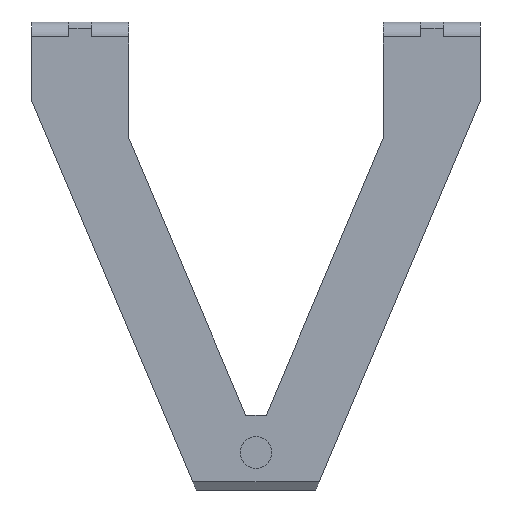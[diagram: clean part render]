
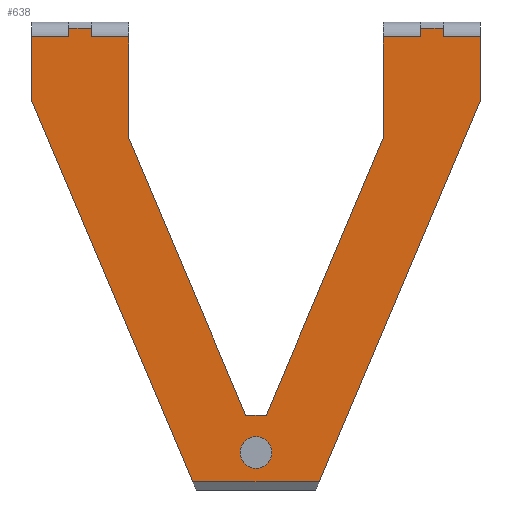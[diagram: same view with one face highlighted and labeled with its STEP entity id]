
A CAD part, top view. The second image highlights one B-rep face of the part: STEP entity #638.
In plain terms, the highlighted planar face has unit normal (0, 0, 1).
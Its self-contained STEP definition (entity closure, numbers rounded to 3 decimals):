
#22=FACE_BOUND('',#78,.T.);
#41=FACE_OUTER_BOUND('',#77,.T.);
#77=EDGE_LOOP('',(#485,#486,#487,#488,#489,#490,#491,#492,#493,#494,#495,
#496,#497,#498,#499,#500,#501,#502,#503,#504));
#78=EDGE_LOOP('',(#505,#506));
#98=LINE('',#917,#169);
#102=LINE('',#927,#173);
#108=LINE('',#940,#179);
#109=LINE('',#948,#180);
#114=LINE('',#960,#185);
#117=LINE('',#968,#188);
#118=LINE('',#969,#189);
#122=LINE('',#980,#193);
#128=LINE('',#990,#199);
#132=LINE('',#1008,#203);
#133=LINE('',#1010,#204);
#134=LINE('',#1012,#205);
#135=LINE('',#1014,#206);
#136=LINE('',#1016,#207);
#137=LINE('',#1018,#208);
#138=LINE('',#1020,#209);
#139=LINE('',#1022,#210);
#140=LINE('',#1024,#211);
#141=LINE('',#1026,#212);
#142=LINE('',#1027,#213);
#169=VECTOR('',#736,10.);
#173=VECTOR('',#746,10.);
#179=VECTOR('',#758,10.);
#180=VECTOR('',#767,10.);
#185=VECTOR('',#776,10.);
#188=VECTOR('',#783,10.);
#189=VECTOR('',#784,10.);
#193=VECTOR('',#794,10.);
#199=VECTOR('',#802,10.);
#203=VECTOR('',#824,10.);
#204=VECTOR('',#825,10.);
#205=VECTOR('',#826,10.);
#206=VECTOR('',#827,10.);
#207=VECTOR('',#828,10.);
#208=VECTOR('',#829,10.);
#209=VECTOR('',#830,10.);
#210=VECTOR('',#831,10.);
#211=VECTOR('',#832,10.);
#212=VECTOR('',#833,10.);
#213=VECTOR('',#834,10.);
#250=CIRCLE('',#702,4.25);
#251=CIRCLE('',#703,4.25);
#260=VERTEX_POINT('',#913);
#262=VERTEX_POINT('',#916);
#265=VERTEX_POINT('',#926);
#269=VERTEX_POINT('',#938);
#271=VERTEX_POINT('',#945);
#272=VERTEX_POINT('',#947);
#277=VERTEX_POINT('',#959);
#280=VERTEX_POINT('',#966);
#283=VERTEX_POINT('',#977);
#284=VERTEX_POINT('',#979);
#290=VERTEX_POINT('',#1001);
#291=VERTEX_POINT('',#1002);
#292=VERTEX_POINT('',#1007);
#293=VERTEX_POINT('',#1009);
#294=VERTEX_POINT('',#1011);
#295=VERTEX_POINT('',#1013);
#296=VERTEX_POINT('',#1015);
#297=VERTEX_POINT('',#1017);
#298=VERTEX_POINT('',#1019);
#299=VERTEX_POINT('',#1021);
#300=VERTEX_POINT('',#1023);
#301=VERTEX_POINT('',#1025);
#321=EDGE_CURVE('',#260,#262,#98,.T.);
#326=EDGE_CURVE('',#262,#265,#102,.T.);
#333=EDGE_CURVE('',#265,#269,#108,.T.);
#336=EDGE_CURVE('',#271,#272,#109,.T.);
#342=EDGE_CURVE('',#272,#277,#114,.T.);
#346=EDGE_CURVE('',#280,#260,#117,.T.);
#347=EDGE_CURVE('',#269,#271,#118,.T.);
#352=EDGE_CURVE('',#283,#284,#122,.T.);
#358=EDGE_CURVE('',#280,#284,#128,.T.);
#363=EDGE_CURVE('',#290,#291,#250,.T.);
#364=EDGE_CURVE('',#291,#290,#251,.T.);
#366=EDGE_CURVE('',#283,#292,#132,.T.);
#367=EDGE_CURVE('',#292,#293,#133,.T.);
#368=EDGE_CURVE('',#294,#293,#134,.T.);
#369=EDGE_CURVE('',#294,#295,#135,.T.);
#370=EDGE_CURVE('',#295,#296,#136,.T.);
#371=EDGE_CURVE('',#296,#297,#137,.T.);
#372=EDGE_CURVE('',#297,#298,#138,.T.);
#373=EDGE_CURVE('',#298,#299,#139,.T.);
#374=EDGE_CURVE('',#299,#300,#140,.T.);
#375=EDGE_CURVE('',#300,#301,#141,.T.);
#376=EDGE_CURVE('',#301,#277,#142,.T.);
#485=ORIENTED_EDGE('',*,*,#366,.T.);
#486=ORIENTED_EDGE('',*,*,#367,.T.);
#487=ORIENTED_EDGE('',*,*,#368,.F.);
#488=ORIENTED_EDGE('',*,*,#369,.T.);
#489=ORIENTED_EDGE('',*,*,#370,.T.);
#490=ORIENTED_EDGE('',*,*,#371,.T.);
#491=ORIENTED_EDGE('',*,*,#372,.T.);
#492=ORIENTED_EDGE('',*,*,#373,.T.);
#493=ORIENTED_EDGE('',*,*,#374,.T.);
#494=ORIENTED_EDGE('',*,*,#375,.T.);
#495=ORIENTED_EDGE('',*,*,#376,.T.);
#496=ORIENTED_EDGE('',*,*,#342,.F.);
#497=ORIENTED_EDGE('',*,*,#336,.F.);
#498=ORIENTED_EDGE('',*,*,#347,.F.);
#499=ORIENTED_EDGE('',*,*,#333,.F.);
#500=ORIENTED_EDGE('',*,*,#326,.F.);
#501=ORIENTED_EDGE('',*,*,#321,.F.);
#502=ORIENTED_EDGE('',*,*,#346,.F.);
#503=ORIENTED_EDGE('',*,*,#358,.T.);
#504=ORIENTED_EDGE('',*,*,#352,.F.);
#505=ORIENTED_EDGE('',*,*,#363,.T.);
#506=ORIENTED_EDGE('',*,*,#364,.T.);
#606=PLANE('',#704);
#638=ADVANCED_FACE('',(#41,#22),#606,.T.);
#702=AXIS2_PLACEMENT_3D('',#1003,#817,#818);
#703=AXIS2_PLACEMENT_3D('',#1004,#819,#820);
#704=AXIS2_PLACEMENT_3D('',#1006,#822,#823);
#736=DIRECTION('',(0.,1.,0.));
#746=DIRECTION('',(1.,0.,0.));
#758=DIRECTION('',(0.,-1.,0.));
#767=DIRECTION('',(0.,-1.,0.));
#776=DIRECTION('',(0.389,-0.921,0.));
#783=DIRECTION('',(1.,0.,0.));
#784=DIRECTION('',(1.,0.,0.));
#794=DIRECTION('',(-0.389,0.921,0.));
#802=DIRECTION('',(0.,-1.,0.));
#817=DIRECTION('center_axis',(0.,0.,
-1.));
#818=DIRECTION('ref_axis',(1.,0.,0.));
#819=DIRECTION('center_axis',(0.,0.,
-1.));
#820=DIRECTION('ref_axis',(1.,0.,0.));
#822=DIRECTION('center_axis',(0.,0.,
1.));
#823=DIRECTION('ref_axis',(0.,1.,0.));
#824=DIRECTION('',(1.,0.,0.));
#825=DIRECTION('',(0.389,0.921,0.));
#826=DIRECTION('',(0.,-1.,0.));
#827=DIRECTION('',(-1.,0.,0.));
#828=DIRECTION('',(0.,1.,0.));
#829=DIRECTION('',(-1.,0.,0.));
#830=DIRECTION('',(0.,-1.,0.));
#831=DIRECTION('',(-1.,0.,0.));
#832=DIRECTION('',(0.,-1.,0.));
#833=DIRECTION('',(-0.389,-0.921,0.));
#834=DIRECTION('',(-1.,0.,0.));
#913=CARTESIAN_POINT('',(-50.,57.423,-72.1));
#916=CARTESIAN_POINT('',(-50.,59.732,-72.1));
#917=CARTESIAN_POINT('',(-50.,-8.157,-72.1));
#926=CARTESIAN_POINT('',(-44.063,59.732,-72.1));
#927=CARTESIAN_POINT('',(-30.,59.732,-72.1));
#938=CARTESIAN_POINT('',(-44.063,57.423,-72.1));
#940=CARTESIAN_POINT('',(-44.063,-8.157,-72.1));
#945=CARTESIAN_POINT('',(-34.063,57.423,-72.1));
#947=CARTESIAN_POINT('',(-34.063,30.495,-72.1));
#948=CARTESIAN_POINT('',(-34.063,9.495,-72.1));
#959=CARTESIAN_POINT('',(-2.738,-43.649,-72.1));
#960=CARTESIAN_POINT('',(-14.993,-14.644,-72.1));
#966=CARTESIAN_POINT('',(-60.,57.423,-72.1));
#968=CARTESIAN_POINT('',(-60.,57.423,-72.1));
#969=CARTESIAN_POINT('',(-34.063,57.423,-72.1));
#977=CARTESIAN_POINT('',(-16.906,-61.505,-72.1));
#979=CARTESIAN_POINT('',(-60.,40.495,-72.1));
#980=CARTESIAN_POINT('',(-37.173,-13.536,-72.1));
#990=CARTESIAN_POINT('',(-60.,61.423,-72.1));
#1001=CARTESIAN_POINT('',(0.,-57.899,-72.1));
#1002=CARTESIAN_POINT('',(-4.25,-53.649,-72.1));
#1003=CARTESIAN_POINT('Origin',(0.,-53.649,-72.1));
#1004=CARTESIAN_POINT('Origin',(0.,-53.649,-72.1));
#1006=CARTESIAN_POINT('Origin',(0.,-61.505,
-72.1));
#1007=CARTESIAN_POINT('',(16.906,-61.505,-72.1));
#1008=CARTESIAN_POINT('',(0.,-61.505,-72.1));
#1009=CARTESIAN_POINT('',(60.,40.495,-72.1));
#1010=CARTESIAN_POINT('',(37.173,-13.536,-72.1));
#1011=CARTESIAN_POINT('',(60.,57.423,-72.1));
#1012=CARTESIAN_POINT('',(60.,61.423,-72.1));
#1013=CARTESIAN_POINT('',(50.,57.423,-72.1));
#1014=CARTESIAN_POINT('',(60.,57.423,-72.1));
#1015=CARTESIAN_POINT('',(50.,59.732,-72.1));
#1016=CARTESIAN_POINT('',(50.,-8.157,-72.1));
#1017=CARTESIAN_POINT('',(44.063,59.732,-72.1));
#1018=CARTESIAN_POINT('',(30.,59.732,-72.1));
#1019=CARTESIAN_POINT('',(44.063,57.423,-72.1));
#1020=CARTESIAN_POINT('',(44.063,-8.157,-72.1));
#1021=CARTESIAN_POINT('',(34.063,57.423,-72.1));
#1022=CARTESIAN_POINT('',(34.063,57.423,-72.1));
#1023=CARTESIAN_POINT('',(34.063,30.495,-72.1));
#1024=CARTESIAN_POINT('',(34.063,9.495,-72.1));
#1025=CARTESIAN_POINT('',(2.738,-43.649,-72.1));
#1026=CARTESIAN_POINT('',(14.993,-14.644,-72.1));
#1027=CARTESIAN_POINT('',(1.369,-43.649,-72.1));
